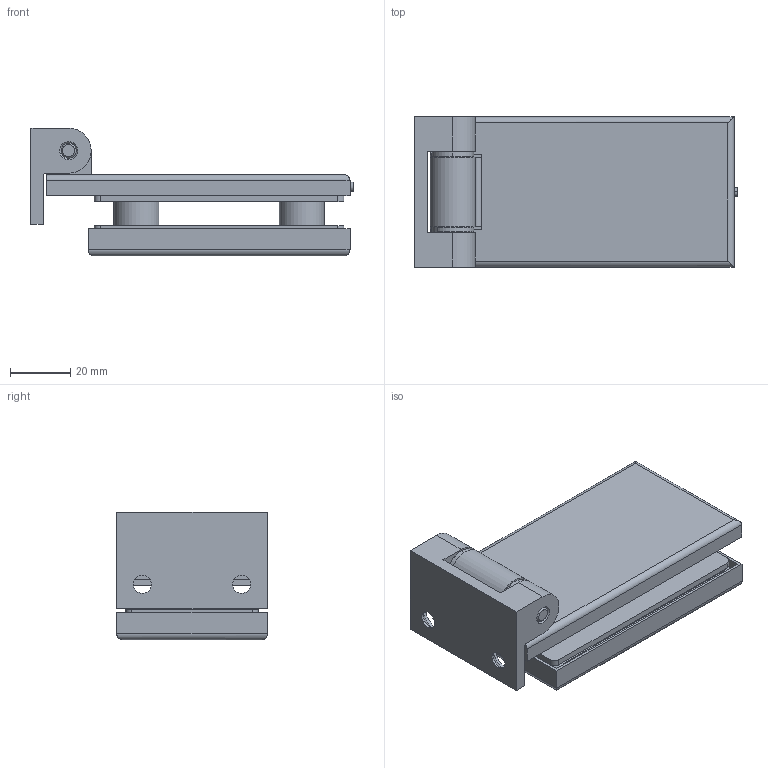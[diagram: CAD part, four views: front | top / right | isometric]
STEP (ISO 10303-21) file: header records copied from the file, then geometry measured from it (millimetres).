
FILE_DESCRIPTION (( 'STEP AP203' ), '1' );
FILE_NAME ('GS-304_D-808_S.STEP', '2019-04-11T08:05:21', ( '' ), ( '' ), 'SwSTEP 2.0', 'SolidWorks 2018', '' );
FILE_SCHEMA (( 'CONFIG_CONTROL_DESIGN' ));
Length unit declared in the file: millimetre
Products named in the file (13): GS-304_D-808_S.P5; GS-304_D-808_S.P9; GS-304_D-808_S.P2; GS-304_D-808_S.P11; GS-304_D-808_S.P6; GS-304_D-808_S.P3; GS-304_D-808_S.P7; skrutka DIN 7991_M6x20_A2-70_render; GS-304_D-808_S.P4; GS-304_D-808_S.P10; GS-304_D-808_S.P1; GS-304_D-808_S.P8; GS-304_D-808_S
Assembly tree (17 placements, depth 2):
  GS-304_D-808_S
    GS-304_D-808_S.P1
    GS-304_D-808_S.P2
    GS-304_D-808_S.P3
    GS-304_D-808_S.P4  x2
    GS-304_D-808_S.P5
    GS-304_D-808_S.P6  x2
    skrutka DIN 7991_M6x20_A2-70_render  x2
    GS-304_D-808_S.P7  x2
    GS-304_D-808_S.P8  x2
    GS-304_D-808_S.P9
    GS-304_D-808_S.P10
    GS-304_D-808_S.P11
Bounding box: 107 x 50 x 42.5 mm (x, y, z)
Volume: 97658.3 mm3; surface area: 78733.6 mm2
Topology: 17 solids, 17 shells, 402 faces, 942 edges, 580 vertices
Faces by surface type: cylinder 187, plane 121, cone 80, torus 8, bspline 6
Entity records: 11893 total; most frequent: CARTESIAN_POINT 4043, DIRECTION 1367, ORIENTED_EDGE 1300, EDGE_CURVE 650, AXIS2_PLACEMENT_3D 518, VERTEX_POINT 402, LINE 331, VECTOR 331
